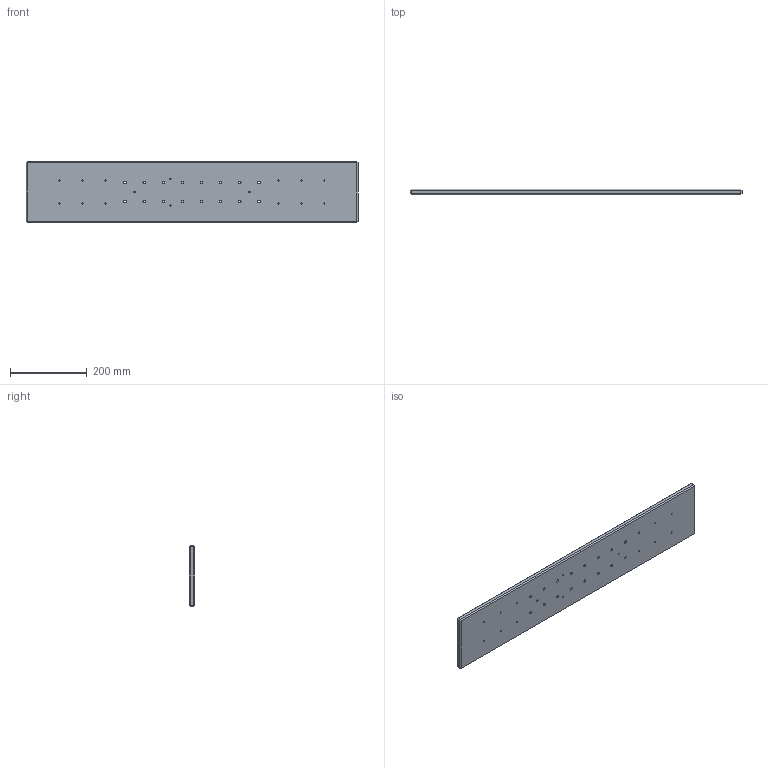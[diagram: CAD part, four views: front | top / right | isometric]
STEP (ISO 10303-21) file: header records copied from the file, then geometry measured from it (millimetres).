
FILE_DESCRIPTION (( 'STEP AP214' ), '1' );
FILE_NAME ('CMPT80.STEP', '2009-09-22T09:00:57', ( 'Opto Engineering srl' ), ( 'Opto Engineering srl' ), 'SwSTEP 2.0', 'SolidWorks 2004231', '' );
FILE_SCHEMA (( 'AUTOMOTIVE_DESIGN' ));
Length unit declared in the file: millimetre
Products named in the file (2): CMPT80; Teleplates XX80
Assembly tree (1 placements, depth 2):
  CMPT80
    Teleplates XX80
Bounding box: 868 x 15 x 158 mm (x, y, z)
Volume: 2027541.1 mm3; surface area: 304510 mm2
Topology: 1 solids, 1 shells, 108 faces, 276 edges, 176 vertices
Faces by surface type: cylinder 76, plane 32
Entity records: 3811 total; most frequent: DIRECTION 652, CARTESIAN_POINT 564, ORIENTED_EDGE 552, EDGE_CURVE 276, AXIS2_PLACEMENT_3D 264, EDGE_LOOP 178, VERTEX_POINT 176, CIRCLE 152
